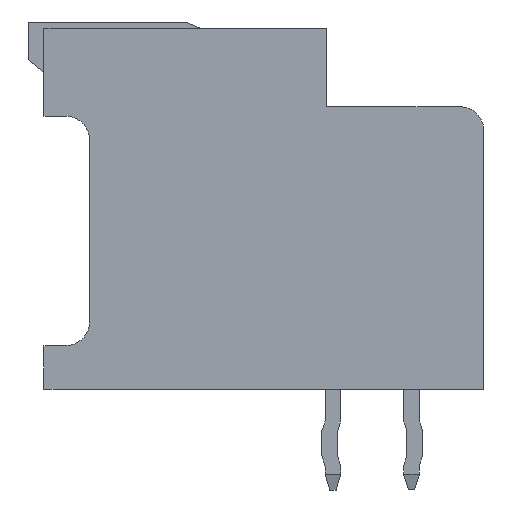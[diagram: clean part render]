
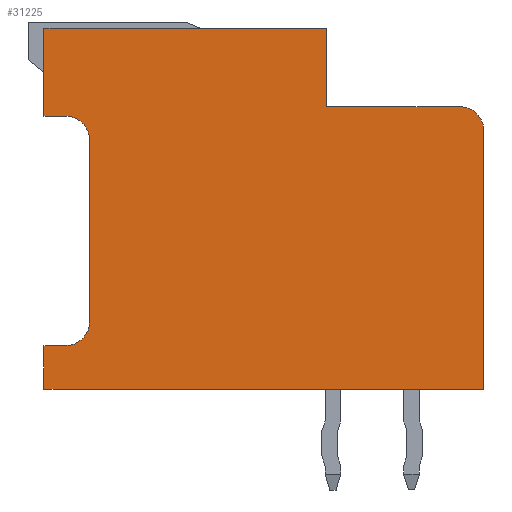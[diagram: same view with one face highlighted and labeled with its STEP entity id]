
A CAD part, left-side view. The second image highlights one B-rep face of the part: STEP entity #31225.
In plain terms, the highlighted face is planar.
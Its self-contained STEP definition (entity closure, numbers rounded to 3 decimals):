
#103=CIRCLE('',#32519,0.75);
#108=CIRCLE('',#32539,0.75);
#109=CIRCLE('',#32540,0.75);
#3600=ORIENTED_EDGE('',*,*,#8623,.T.);
#3601=ORIENTED_EDGE('',*,*,#8633,.T.);
#3602=ORIENTED_EDGE('',*,*,#8631,.T.);
#3603=ORIENTED_EDGE('',*,*,#8764,.T.);
#3604=ORIENTED_EDGE('',*,*,#8765,.T.);
#3605=ORIENTED_EDGE('',*,*,#8718,.T.);
#3606=ORIENTED_EDGE('',*,*,#8755,.T.);
#3607=ORIENTED_EDGE('',*,*,#8766,.F.);
#3608=ORIENTED_EDGE('',*,*,#8759,.T.);
#3609=ORIENTED_EDGE('',*,*,#8767,.F.);
#3610=ORIENTED_EDGE('',*,*,#8763,.T.);
#3611=ORIENTED_EDGE('',*,*,#8768,.T.);
#3612=ORIENTED_EDGE('',*,*,#8628,.T.);
#8623=EDGE_CURVE('',#11252,#11251,#13835,.T.);
#8628=EDGE_CURVE('',#11255,#11252,#13840,.T.);
#8631=EDGE_CURVE('',#11257,#11256,#13843,.T.);
#8633=EDGE_CURVE('',#11251,#11257,#103,.T.);
#8718=EDGE_CURVE('',#11328,#11327,#13929,.T.);
#8755=EDGE_CURVE('',#11327,#11357,#13962,.T.);
#8759=EDGE_CURVE('',#11358,#11361,#13966,.T.);
#8763=EDGE_CURVE('',#11362,#11365,#13970,.T.);
#8764=EDGE_CURVE('',#11256,#11366,#13971,.T.);
#8765=EDGE_CURVE('',#11366,#11328,#13972,.T.);
#8766=EDGE_CURVE('',#11358,#11357,#108,.T.);
#8767=EDGE_CURVE('',#11362,#11361,#109,.T.);
#8768=EDGE_CURVE('',#11365,#11255,#13973,.T.);
#11251=VERTEX_POINT('',#42795);
#11252=VERTEX_POINT('',#42797);
#11255=VERTEX_POINT('',#42806);
#11256=VERTEX_POINT('',#42810);
#11257=VERTEX_POINT('',#42812);
#11327=VERTEX_POINT('',#42973);
#11328=VERTEX_POINT('',#42975);
#11357=VERTEX_POINT('',#43048);
#11358=VERTEX_POINT('',#43052);
#11361=VERTEX_POINT('',#43057);
#11362=VERTEX_POINT('',#43061);
#11365=VERTEX_POINT('',#43066);
#11366=VERTEX_POINT('',#43070);
#13835=LINE('',#42796,#17014);
#13840=LINE('',#42805,#17019);
#13843=LINE('',#42811,#17022);
#13929=LINE('',#42974,#17108);
#13962=LINE('',#43049,#17141);
#13966=LINE('',#43058,#17145);
#13970=LINE('',#43067,#17149);
#13971=LINE('',#43069,#17150);
#13972=LINE('',#43071,#17151);
#13973=LINE('',#43074,#17152);
#17014=VECTOR('',#36400,1000.);
#17019=VECTOR('',#36407,1000.);
#17022=VECTOR('',#36412,1000.);
#17108=VECTOR('',#36510,1000.);
#17141=VECTOR('',#36567,1000.);
#17145=VECTOR('',#36573,1000.);
#17149=VECTOR('',#36579,1000.);
#17150=VECTOR('',#36582,1000.);
#17151=VECTOR('',#36583,1000.);
#17152=VECTOR('',#36588,1000.);
#18981=EDGE_LOOP('',(#3600,#3601,#3602,#3603,#3604,#3605,#3606,#3607,#3608,
#3609,#3610,#3611,#3612));
#20230=FACE_BOUND('',#18981,.T.);
#21449=PLANE('',#32538);
#31225=ADVANCED_FACE('',(#20230),#21449,.T.);
#32519=AXIS2_PLACEMENT_3D('',#42815,#36416,#36417);
#32538=AXIS2_PLACEMENT_3D('',#43068,#36580,#36581);
#32539=AXIS2_PLACEMENT_3D('',#43072,#36584,#36585);
#32540=AXIS2_PLACEMENT_3D('',#43073,#36586,#36587);
#36400=DIRECTION('',(0.,1.,0.));
#36407=DIRECTION('',(0.,0.,-1.));
#36412=DIRECTION('',(0.,0.,1.));
#36416=DIRECTION('',(1.,0.,0.));
#36417=DIRECTION('',(0.,0.,-1.));
#36510=DIRECTION('',(0.,-1.,0.));
#36567=DIRECTION('',(0.,0.,-1.));
#36573=DIRECTION('',(0.,-1.,0.));
#36579=DIRECTION('',(0.,0.,1.));
#36580=DIRECTION('',(1.,0.,0.));
#36581=DIRECTION('',(0.,0.,-1.));
#36582=DIRECTION('',(0.,1.,0.));
#36583=DIRECTION('',(0.,0.,1.));
#36584=DIRECTION('',(1.,0.,0.));
#36585=DIRECTION('',(0.,0.,-1.));
#36586=DIRECTION('',(1.,0.,0.));
#36587=DIRECTION('',(0.,0.,-1.));
#36588=DIRECTION('',(0.,-1.,0.));
#42795=CARTESIAN_POINT('',(14.7,3.75,-7.));
#42796=CARTESIAN_POINT('',(14.7,-4.5,-7.));
#42797=CARTESIAN_POINT('',(14.7,-4.5,-7.));
#42805=CARTESIAN_POINT('',(14.7,-4.5,7.));
#42806=CARTESIAN_POINT('',(14.7,-4.5,7.));
#42810=CARTESIAN_POINT('',(14.7,4.5,-2.));
#42811=CARTESIAN_POINT('',(14.7,4.5,-7.));
#42812=CARTESIAN_POINT('',(14.7,4.5,-6.25));
#42815=CARTESIAN_POINT('',(14.7,3.75,-6.25));
#42973=CARTESIAN_POINT('',(14.7,4.2,7.));
#42974=CARTESIAN_POINT('',(14.7,7.,7.));
#42975=CARTESIAN_POINT('',(14.7,7.,7.));
#43048=CARTESIAN_POINT('',(14.7,4.2,6.3));
#43049=CARTESIAN_POINT('',(14.7,4.2,7.));
#43052=CARTESIAN_POINT('',(14.7,3.45,5.55));
#43057=CARTESIAN_POINT('',(14.7,-2.35,5.55));
#43058=CARTESIAN_POINT('',(14.7,4.2,5.55));
#43061=CARTESIAN_POINT('',(14.7,-3.1,6.3));
#43066=CARTESIAN_POINT('',(14.7,-3.1,7.));
#43067=CARTESIAN_POINT('',(14.7,-3.1,5.55));
#43068=CARTESIAN_POINT('',(14.7,0.,0.));
#43069=CARTESIAN_POINT('',(14.7,4.5,-2.));
#43070=CARTESIAN_POINT('',(14.7,7.,-2.));
#43071=CARTESIAN_POINT('',(14.7,7.,-2.));
#43072=CARTESIAN_POINT('',(14.7,3.45,6.3));
#43073=CARTESIAN_POINT('',(14.7,-2.35,6.3));
#43074=CARTESIAN_POINT('',(14.7,-3.1,7.));
